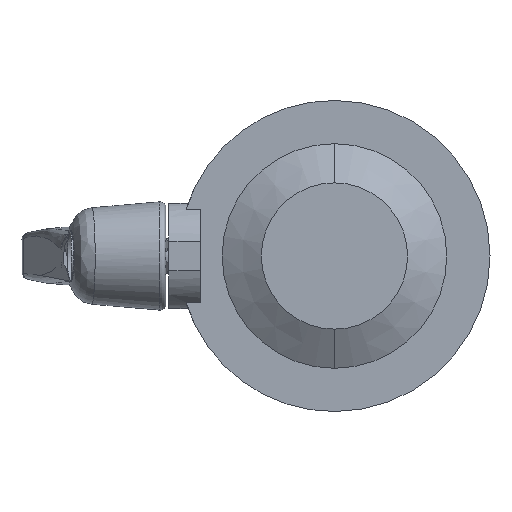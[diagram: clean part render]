
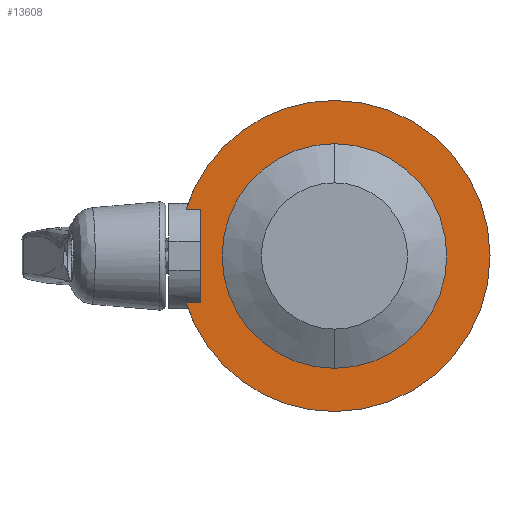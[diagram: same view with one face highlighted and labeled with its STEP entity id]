
A CAD part, left-side view. The second image highlights one B-rep face of the part: STEP entity #13608.
In plain terms, the highlighted planar face has unit normal (-1, 0, 0).
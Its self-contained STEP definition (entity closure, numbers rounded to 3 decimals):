
#15 = CARTESIAN_POINT ( 'NONE',  ( -10., 0., 0. ) ) ;
#408 = ORIENTED_EDGE ( 'NONE', *, *, #2225, .F. ) ;
#636 = DIRECTION ( 'NONE',  ( 0., 0., -1. ) ) ;
#658 = DIRECTION ( 'NONE',  ( 1., 0., 0. ) ) ;
#857 = CIRCLE ( 'NONE', #4109, 54. ) ;
#933 = CARTESIAN_POINT ( 'NONE',  ( -10., 46.5, 0. ) ) ;
#1161 = ORIENTED_EDGE ( 'NONE', *, *, #8525, .F. ) ;
#1190 = EDGE_CURVE ( 'NONE', #5808, #8061, #857, .T. ) ;
#1460 = CARTESIAN_POINT ( 'NONE',  ( -10., 0., 54. ) ) ;
#1492 = VERTEX_POINT ( 'NONE', #12320 ) ;
#1759 = VERTEX_POINT ( 'NONE', #10983 ) ;
#1954 = CARTESIAN_POINT ( 'NONE',  ( -10., 0., 39. ) ) ;
#1984 = VERTEX_POINT ( 'NONE', #6697 ) ;
#2053 = ORIENTED_EDGE ( 'NONE', *, *, #1190, .F. ) ;
#2079 = CIRCLE ( 'NONE', #8754, 54. ) ;
#2225 = EDGE_CURVE ( 'NONE', #4743, #1984, #2079, .T. ) ;
#2244 = ORIENTED_EDGE ( 'NONE', *, *, #12867, .F. ) ;
#2615 = AXIS2_PLACEMENT_3D ( 'NONE', #10011, #13507, #13460 ) ;
#2953 = FACE_BOUND ( 'NONE', #14602, .T. ) ;
#3259 = CARTESIAN_POINT ( 'NONE',  ( -10., 51.527, 16.155 ) ) ;
#3347 = ORIENTED_EDGE ( 'NONE', *, *, #10660, .T. ) ;
#3717 = ORIENTED_EDGE ( 'NONE', *, *, #6745, .T. ) ;
#3863 = CARTESIAN_POINT ( 'NONE',  ( -10., 0., -54. ) ) ;
#3955 = ORIENTED_EDGE ( 'NONE', *, *, #9672, .F. ) ;
#4109 = AXIS2_PLACEMENT_3D ( 'NONE', #15, #11724, #11769 ) ;
#4196 = DIRECTION ( 'NONE',  ( 0., 0., 1. ) ) ;
#4297 = DIRECTION ( 'NONE',  ( 0., 0., -1. ) ) ;
#4417 = LINE ( 'NONE', #10388, #11369 ) ;
#4441 = DIRECTION ( 'NONE',  ( 0., 1., 0. ) ) ;
#4492 = AXIS2_PLACEMENT_3D ( 'NONE', #14619, #658, #4297 ) ;
#4523 = CARTESIAN_POINT ( 'NONE',  ( -10., 0., 0. ) ) ;
#4743 = VERTEX_POINT ( 'NONE', #3863 ) ;
#4935 = VERTEX_POINT ( 'NONE', #1954 ) ;
#5087 = AXIS2_PLACEMENT_3D ( 'NONE', #12281, #6468, #636 ) ;
#5703 = DIRECTION ( 'NONE',  ( 1., 0., 0. ) ) ;
#5808 = VERTEX_POINT ( 'NONE', #3259 ) ;
#5892 = CARTESIAN_POINT ( 'NONE',  ( -10., 0., 0. ) ) ;
#6468 = DIRECTION ( 'NONE',  ( 1., 0., 0. ) ) ;
#6697 = CARTESIAN_POINT ( 'NONE',  ( -10., 51.527, -16.155 ) ) ;
#6745 = EDGE_CURVE ( 'NONE', #1759, #4935, #14343, .T. ) ;
#6808 = CARTESIAN_POINT ( 'NONE',  ( -10., 46.5, 16.155 ) ) ;
#6923 = VECTOR ( 'NONE', #12614, 1000. ) ;
#7166 = EDGE_LOOP ( 'NONE', ( #7194, #408, #2244, #2053, #1161, #3955 ) ) ;
#7194 = ORIENTED_EDGE ( 'NONE', *, *, #10311, .F. ) ;
#7259 = CIRCLE ( 'NONE', #2615, 39. ) ;
#8061 = VERTEX_POINT ( 'NONE', #1460 ) ;
#8082 = DIRECTION ( 'NONE',  ( 0., 0., -1. ) ) ;
#8130 = FACE_OUTER_BOUND ( 'NONE', #7166, .T. ) ;
#8525 = EDGE_CURVE ( 'NONE', #12362, #5808, #4417, .T. ) ;
#8690 = PLANE ( 'NONE',  #5087 ) ;
#8754 = AXIS2_PLACEMENT_3D ( 'NONE', #5892, #9298, #12733 ) ;
#9298 = DIRECTION ( 'NONE',  ( 1., 0., 0. ) ) ;
#9672 = EDGE_CURVE ( 'NONE', #1492, #12362, #13316, .T. ) ;
#10011 = CARTESIAN_POINT ( 'NONE',  ( -10., 0., 0. ) ) ;
#10234 = VECTOR ( 'NONE', #4196, 1000. ) ;
#10311 = EDGE_CURVE ( 'NONE', #1984, #1492, #11287, .T. ) ;
#10388 = CARTESIAN_POINT ( 'NONE',  ( -10., -5.307, 16.155 ) ) ;
#10660 = EDGE_CURVE ( 'NONE', #4935, #1759, #7259, .T. ) ;
#10983 = CARTESIAN_POINT ( 'NONE',  ( -10., 0., -39. ) ) ;
#11287 = LINE ( 'NONE', #12569, #6923 ) ;
#11369 = VECTOR ( 'NONE', #4441, 1000. ) ;
#11724 = DIRECTION ( 'NONE',  ( 1., 0., 0. ) ) ;
#11769 = DIRECTION ( 'NONE',  ( 0., 0., -1. ) ) ;
#12281 = CARTESIAN_POINT ( 'NONE',  ( -10., 0., 39. ) ) ;
#12320 = CARTESIAN_POINT ( 'NONE',  ( -10., 46.5, -16.155 ) ) ;
#12362 = VERTEX_POINT ( 'NONE', #6808 ) ;
#12569 = CARTESIAN_POINT ( 'NONE',  ( -10., -5.307, -16.155 ) ) ;
#12614 = DIRECTION ( 'NONE',  ( 0., -1., 0. ) ) ;
#12733 = DIRECTION ( 'NONE',  ( 0., 0., -1. ) ) ;
#12867 = EDGE_CURVE ( 'NONE', #8061, #4743, #13973, .T. ) ;
#13027 = AXIS2_PLACEMENT_3D ( 'NONE', #4523, #5703, #8082 ) ;
#13316 = LINE ( 'NONE', #933, #10234 ) ;
#13460 = DIRECTION ( 'NONE',  ( 0., 0., -1. ) ) ;
#13507 = DIRECTION ( 'NONE',  ( 1., 0., 0. ) ) ;
#13608 = ADVANCED_FACE ( 'NONE', ( #8130, #2953 ), #8690, .F. ) ;
#13973 = CIRCLE ( 'NONE', #4492, 54. ) ;
#14343 = CIRCLE ( 'NONE', #13027, 39. ) ;
#14602 = EDGE_LOOP ( 'NONE', ( #3717, #3347 ) ) ;
#14619 = CARTESIAN_POINT ( 'NONE',  ( -10., 0., 0. ) ) ;
